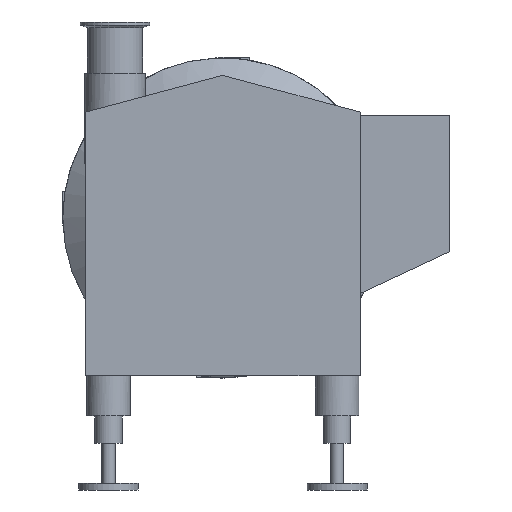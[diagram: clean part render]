
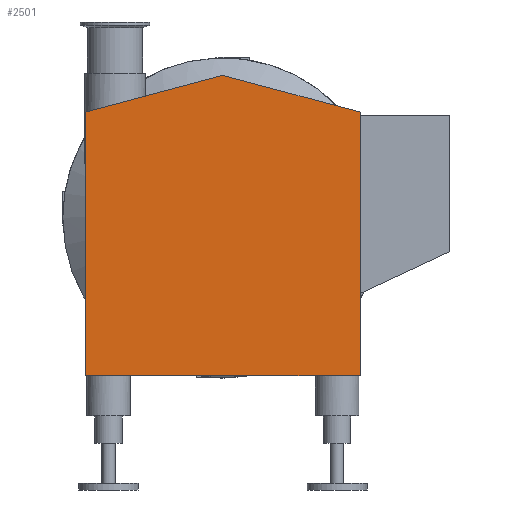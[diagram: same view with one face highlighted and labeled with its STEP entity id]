
A CAD part, left-side view. The second image highlights one B-rep face of the part: STEP entity #2501.
In plain terms, the highlighted planar face has unit normal (-1, 0, 0).
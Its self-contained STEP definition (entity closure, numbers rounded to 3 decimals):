
#217=FACE_OUTER_BOUND('',#372,.T.);
#372=EDGE_LOOP('',(#1695,#1696,#1697,#1698,#1699));
#554=LINE('',#3765,#796);
#560=LINE('',#3777,#802);
#563=LINE('',#3784,#805);
#565=LINE('',#3788,#807);
#567=LINE('',#3791,#809);
#796=VECTOR('',#2975,10.);
#802=VECTOR('',#2985,10.);
#805=VECTOR('',#2992,10.);
#807=VECTOR('',#2996,10.);
#809=VECTOR('',#3000,10.);
#1036=VERTEX_POINT('',#3763);
#1037=VERTEX_POINT('',#3764);
#1041=VERTEX_POINT('',#3776);
#1043=VERTEX_POINT('',#3783);
#1044=VERTEX_POINT('',#3787);
#1281=EDGE_CURVE('',#1036,#1037,#554,.T.);
#1288=EDGE_CURVE('',#1037,#1041,#560,.T.);
#1292=EDGE_CURVE('',#1041,#1043,#563,.T.);
#1294=EDGE_CURVE('',#1043,#1044,#565,.T.);
#1296=EDGE_CURVE('',#1044,#1036,#567,.T.);
#1695=ORIENTED_EDGE('',*,*,#1281,.F.);
#1696=ORIENTED_EDGE('',*,*,#1296,.F.);
#1697=ORIENTED_EDGE('',*,*,#1294,.F.);
#1698=ORIENTED_EDGE('',*,*,#1292,.F.);
#1699=ORIENTED_EDGE('',*,*,#1288,.F.);
#2388=PLANE('',#2678);
#2501=ADVANCED_FACE('',(#217),#2388,.F.);
#2678=AXIS2_PLACEMENT_3D('',#3792,#3001,#3002);
#2975=DIRECTION('',(0.,0.,-1.));
#2985=DIRECTION('',(0.,1.,0.));
#2992=DIRECTION('',(0.,0.,1.));
#2996=DIRECTION('',(0.,-0.966,0.259));
#3000=DIRECTION('',(0.,-0.966,-0.259));
#3001=DIRECTION('center_axis',(1.,0.,0.));
#3002=DIRECTION('ref_axis',(0.,0.,-1.));
#3763=CARTESIAN_POINT('',(-381.5,-126.2,97.185));
#3764=CARTESIAN_POINT('',(-381.5,-126.2,-145.));
#3765=CARTESIAN_POINT('',(-381.5,-126.2,97.185));
#3776=CARTESIAN_POINT('',(-381.5,126.2,-145.));
#3777=CARTESIAN_POINT('',(-381.5,-126.2,-145.));
#3783=CARTESIAN_POINT('',(-381.5,126.2,97.185));
#3784=CARTESIAN_POINT('',(-381.5,126.2,-145.));
#3787=CARTESIAN_POINT('',(-381.5,0.,131.));
#3788=CARTESIAN_POINT('',(-381.5,126.2,97.185));
#3791=CARTESIAN_POINT('',(-381.5,0.,131.));
#3792=CARTESIAN_POINT('Origin',(-381.5,0.,-18.401));
